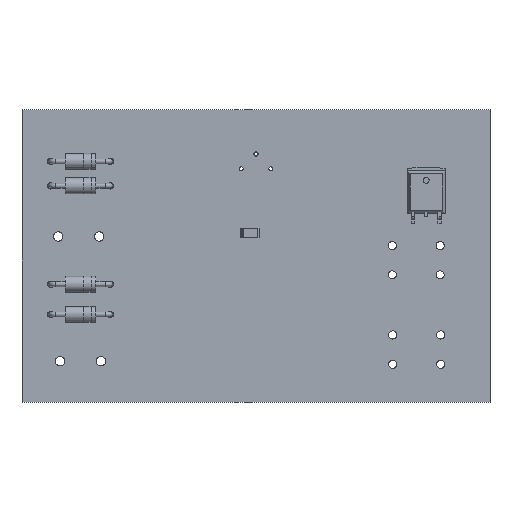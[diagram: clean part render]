
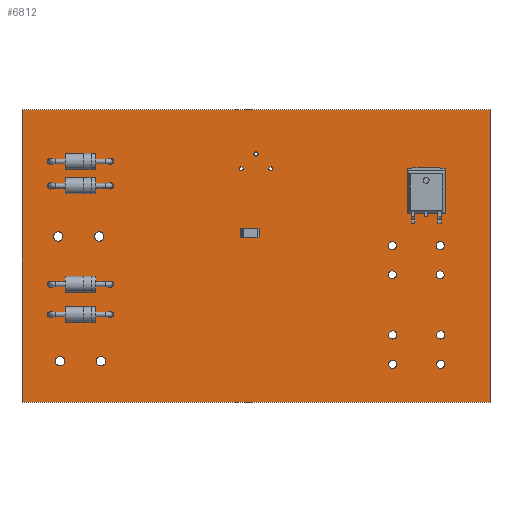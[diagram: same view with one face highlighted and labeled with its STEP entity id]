
A CAD part, top view. The second image highlights one B-rep face of the part: STEP entity #6812.
In plain terms, the highlighted planar face has unit normal (0, 0, 1).
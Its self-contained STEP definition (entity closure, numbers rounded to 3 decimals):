
#6447 = VERTEX_POINT('',#6448);
#6448 = CARTESIAN_POINT('',(132.,-110.,1.51));
#6454 = EDGE_CURVE('',#6447,#6455,#6457,.T.);
#6455 = VERTEX_POINT('',#6456);
#6456 = CARTESIAN_POINT('',(52.,-110.,1.51));
#6457 = LINE('',#6458,#6459);
#6458 = CARTESIAN_POINT('',(132.,-110.,1.51));
#6459 = VECTOR('',#6460,1.);
#6460 = DIRECTION('',(-1.,0.,0.));
#6487 = VERTEX_POINT('',#6488);
#6488 = CARTESIAN_POINT('',(132.,-60.,1.51));
#6494 = EDGE_CURVE('',#6487,#6447,#6495,.T.);
#6495 = LINE('',#6496,#6497);
#6496 = CARTESIAN_POINT('',(132.,-60.,1.51));
#6497 = VECTOR('',#6498,1.);
#6498 = DIRECTION('',(0.,-1.,0.));
#6516 = EDGE_CURVE('',#6455,#6517,#6519,.T.);
#6517 = VERTEX_POINT('',#6518);
#6518 = CARTESIAN_POINT('',(52.,-60.,1.51));
#6519 = LINE('',#6520,#6521);
#6520 = CARTESIAN_POINT('',(52.,-110.,1.51));
#6521 = VECTOR('',#6522,1.);
#6522 = DIRECTION('',(0.,1.,0.));
#6812 = ADVANCED_FACE('',(#6813,#6824,#6835,#6846,#6857,#6868,#6879,
    #6890,#6901,#6912,#6923,#6934,#6945,#6956,#6967,#6978,#6989,#7000,
    #7011,#7022,#7033,#7044,#7055,#7066),#7077,.T.);
#6813 = FACE_BOUND('',#6814,.T.);
#6814 = EDGE_LOOP('',(#6815,#6816,#6817,#6823));
#6815 = ORIENTED_EDGE('',*,*,#6454,.F.);
#6816 = ORIENTED_EDGE('',*,*,#6494,.F.);
#6817 = ORIENTED_EDGE('',*,*,#6818,.F.);
#6818 = EDGE_CURVE('',#6517,#6487,#6819,.T.);
#6819 = LINE('',#6820,#6821);
#6820 = CARTESIAN_POINT('',(52.,-60.,1.51));
#6821 = VECTOR('',#6822,1.);
#6822 = DIRECTION('',(1.,0.,0.));
#6823 = ORIENTED_EDGE('',*,*,#6516,.F.);
#6824 = FACE_BOUND('',#6825,.T.);
#6825 = EDGE_LOOP('',(#6826));
#6826 = ORIENTED_EDGE('',*,*,#6827,.T.);
#6827 = EDGE_CURVE('',#6828,#6828,#6830,.T.);
#6828 = VERTEX_POINT('',#6829);
#6829 = CARTESIAN_POINT('',(58.5,-103.8,1.51));
#6830 = CIRCLE('',#6831,0.8);
#6831 = AXIS2_PLACEMENT_3D('',#6832,#6833,#6834);
#6832 = CARTESIAN_POINT('',(58.5,-103.,1.51));
#6833 = DIRECTION('',(-0.,0.,-1.));
#6834 = DIRECTION('',(-0.,-1.,0.));
#6835 = FACE_BOUND('',#6836,.T.);
#6836 = EDGE_LOOP('',(#6837));
#6837 = ORIENTED_EDGE('',*,*,#6838,.T.);
#6838 = EDGE_CURVE('',#6839,#6839,#6841,.T.);
#6839 = VERTEX_POINT('',#6840);
#6840 = CARTESIAN_POINT('',(65.5,-103.8,1.51));
#6841 = CIRCLE('',#6842,0.8);
#6842 = AXIS2_PLACEMENT_3D('',#6843,#6844,#6845);
#6843 = CARTESIAN_POINT('',(65.5,-103.,1.51));
#6844 = DIRECTION('',(-0.,0.,-1.));
#6845 = DIRECTION('',(-0.,-1.,0.));
#6846 = FACE_BOUND('',#6847,.T.);
#6847 = EDGE_LOOP('',(#6848));
#6848 = ORIENTED_EDGE('',*,*,#6849,.T.);
#6849 = EDGE_CURVE('',#6850,#6850,#6852,.T.);
#6850 = VERTEX_POINT('',#6851);
#6851 = CARTESIAN_POINT('',(56.92,-95.55,1.51));
#6852 = CIRCLE('',#6853,0.55);
#6853 = AXIS2_PLACEMENT_3D('',#6854,#6855,#6856);
#6854 = CARTESIAN_POINT('',(56.92,-95.,1.51));
#6855 = DIRECTION('',(-0.,0.,-1.));
#6856 = DIRECTION('',(-0.,-1.,0.));
#6857 = FACE_BOUND('',#6858,.T.);
#6858 = EDGE_LOOP('',(#6859));
#6859 = ORIENTED_EDGE('',*,*,#6860,.T.);
#6860 = EDGE_CURVE('',#6861,#6861,#6863,.T.);
#6861 = VERTEX_POINT('',#6862);
#6862 = CARTESIAN_POINT('',(67.08,-95.55,1.51));
#6863 = CIRCLE('',#6864,0.55);
#6864 = AXIS2_PLACEMENT_3D('',#6865,#6866,#6867);
#6865 = CARTESIAN_POINT('',(67.08,-95.,1.51));
#6866 = DIRECTION('',(-0.,0.,-1.));
#6867 = DIRECTION('',(-0.,-1.,0.));
#6868 = FACE_BOUND('',#6869,.T.);
#6869 = EDGE_LOOP('',(#6870));
#6870 = ORIENTED_EDGE('',*,*,#6871,.T.);
#6871 = EDGE_CURVE('',#6872,#6872,#6874,.T.);
#6872 = VERTEX_POINT('',#6873);
#6873 = CARTESIAN_POINT('',(56.92,-90.39,1.51));
#6874 = CIRCLE('',#6875,0.55);
#6875 = AXIS2_PLACEMENT_3D('',#6876,#6877,#6878);
#6876 = CARTESIAN_POINT('',(56.92,-89.84,1.51));
#6877 = DIRECTION('',(-0.,0.,-1.));
#6878 = DIRECTION('',(-0.,-1.,0.));
#6879 = FACE_BOUND('',#6880,.T.);
#6880 = EDGE_LOOP('',(#6881));
#6881 = ORIENTED_EDGE('',*,*,#6882,.T.);
#6882 = EDGE_CURVE('',#6883,#6883,#6885,.T.);
#6883 = VERTEX_POINT('',#6884);
#6884 = CARTESIAN_POINT('',(67.08,-90.39,1.51));
#6885 = CIRCLE('',#6886,0.55);
#6886 = AXIS2_PLACEMENT_3D('',#6887,#6888,#6889);
#6887 = CARTESIAN_POINT('',(67.08,-89.84,1.51));
#6888 = DIRECTION('',(-0.,0.,-1.));
#6889 = DIRECTION('',(-0.,-1.,0.));
#6890 = FACE_BOUND('',#6891,.T.);
#6891 = EDGE_LOOP('',(#6892));
#6892 = ORIENTED_EDGE('',*,*,#6893,.T.);
#6893 = EDGE_CURVE('',#6894,#6894,#6896,.T.);
#6894 = VERTEX_POINT('',#6895);
#6895 = CARTESIAN_POINT('',(115.375,-104.2,1.51));
#6896 = CIRCLE('',#6897,0.7);
#6897 = AXIS2_PLACEMENT_3D('',#6898,#6899,#6900);
#6898 = CARTESIAN_POINT('',(115.375,-103.5,1.51));
#6899 = DIRECTION('',(-0.,0.,-1.));
#6900 = DIRECTION('',(-0.,-1.,0.));
#6901 = FACE_BOUND('',#6902,.T.);
#6902 = EDGE_LOOP('',(#6903));
#6903 = ORIENTED_EDGE('',*,*,#6904,.T.);
#6904 = EDGE_CURVE('',#6905,#6905,#6907,.T.);
#6905 = VERTEX_POINT('',#6906);
#6906 = CARTESIAN_POINT('',(123.575,-104.2,1.51));
#6907 = CIRCLE('',#6908,0.7);
#6908 = AXIS2_PLACEMENT_3D('',#6909,#6910,#6911);
#6909 = CARTESIAN_POINT('',(123.575,-103.5,1.51));
#6910 = DIRECTION('',(-0.,0.,-1.));
#6911 = DIRECTION('',(-0.,-1.,0.));
#6912 = FACE_BOUND('',#6913,.T.);
#6913 = EDGE_LOOP('',(#6914));
#6914 = ORIENTED_EDGE('',*,*,#6915,.T.);
#6915 = EDGE_CURVE('',#6916,#6916,#6918,.T.);
#6916 = VERTEX_POINT('',#6917);
#6917 = CARTESIAN_POINT('',(115.375,-99.2,1.51));
#6918 = CIRCLE('',#6919,0.7);
#6919 = AXIS2_PLACEMENT_3D('',#6920,#6921,#6922);
#6920 = CARTESIAN_POINT('',(115.375,-98.5,1.51));
#6921 = DIRECTION('',(-0.,0.,-1.));
#6922 = DIRECTION('',(-0.,-1.,0.));
#6923 = FACE_BOUND('',#6924,.T.);
#6924 = EDGE_LOOP('',(#6925));
#6925 = ORIENTED_EDGE('',*,*,#6926,.T.);
#6926 = EDGE_CURVE('',#6927,#6927,#6929,.T.);
#6927 = VERTEX_POINT('',#6928);
#6928 = CARTESIAN_POINT('',(123.575,-99.2,1.51));
#6929 = CIRCLE('',#6930,0.7);
#6930 = AXIS2_PLACEMENT_3D('',#6931,#6932,#6933);
#6931 = CARTESIAN_POINT('',(123.575,-98.5,1.51));
#6932 = DIRECTION('',(-0.,0.,-1.));
#6933 = DIRECTION('',(-0.,-1.,0.));
#6934 = FACE_BOUND('',#6935,.T.);
#6935 = EDGE_LOOP('',(#6936));
#6936 = ORIENTED_EDGE('',*,*,#6937,.T.);
#6937 = EDGE_CURVE('',#6938,#6938,#6940,.T.);
#6938 = VERTEX_POINT('',#6939);
#6939 = CARTESIAN_POINT('',(115.275,-88.925,1.51));
#6940 = CIRCLE('',#6941,0.7);
#6941 = AXIS2_PLACEMENT_3D('',#6942,#6943,#6944);
#6942 = CARTESIAN_POINT('',(115.275,-88.225,1.51));
#6943 = DIRECTION('',(-0.,0.,-1.));
#6944 = DIRECTION('',(-0.,-1.,0.));
#6945 = FACE_BOUND('',#6946,.T.);
#6946 = EDGE_LOOP('',(#6947));
#6947 = ORIENTED_EDGE('',*,*,#6948,.T.);
#6948 = EDGE_CURVE('',#6949,#6949,#6951,.T.);
#6949 = VERTEX_POINT('',#6950);
#6950 = CARTESIAN_POINT('',(123.475,-88.925,1.51));
#6951 = CIRCLE('',#6952,0.7);
#6952 = AXIS2_PLACEMENT_3D('',#6953,#6954,#6955);
#6953 = CARTESIAN_POINT('',(123.475,-88.225,1.51));
#6954 = DIRECTION('',(-0.,0.,-1.));
#6955 = DIRECTION('',(-0.,-1.,0.));
#6956 = FACE_BOUND('',#6957,.T.);
#6957 = EDGE_LOOP('',(#6958));
#6958 = ORIENTED_EDGE('',*,*,#6959,.T.);
#6959 = EDGE_CURVE('',#6960,#6960,#6962,.T.);
#6960 = VERTEX_POINT('',#6961);
#6961 = CARTESIAN_POINT('',(58.2,-82.475,1.51));
#6962 = CIRCLE('',#6963,0.8);
#6963 = AXIS2_PLACEMENT_3D('',#6964,#6965,#6966);
#6964 = CARTESIAN_POINT('',(58.2,-81.675,1.51));
#6965 = DIRECTION('',(-0.,0.,-1.));
#6966 = DIRECTION('',(-0.,-1.,0.));
#6967 = FACE_BOUND('',#6968,.T.);
#6968 = EDGE_LOOP('',(#6969));
#6969 = ORIENTED_EDGE('',*,*,#6970,.T.);
#6970 = EDGE_CURVE('',#6971,#6971,#6973,.T.);
#6971 = VERTEX_POINT('',#6972);
#6972 = CARTESIAN_POINT('',(65.2,-82.475,1.51));
#6973 = CIRCLE('',#6974,0.8);
#6974 = AXIS2_PLACEMENT_3D('',#6975,#6976,#6977);
#6975 = CARTESIAN_POINT('',(65.2,-81.675,1.51));
#6976 = DIRECTION('',(-0.,0.,-1.));
#6977 = DIRECTION('',(-0.,-1.,0.));
#6978 = FACE_BOUND('',#6979,.T.);
#6979 = EDGE_LOOP('',(#6980));
#6980 = ORIENTED_EDGE('',*,*,#6981,.T.);
#6981 = EDGE_CURVE('',#6982,#6982,#6984,.T.);
#6982 = VERTEX_POINT('',#6983);
#6983 = CARTESIAN_POINT('',(56.92,-73.55,1.51));
#6984 = CIRCLE('',#6985,0.55);
#6985 = AXIS2_PLACEMENT_3D('',#6986,#6987,#6988);
#6986 = CARTESIAN_POINT('',(56.92,-73.,1.51));
#6987 = DIRECTION('',(-0.,0.,-1.));
#6988 = DIRECTION('',(-0.,-1.,0.));
#6989 = FACE_BOUND('',#6990,.T.);
#6990 = EDGE_LOOP('',(#6991));
#6991 = ORIENTED_EDGE('',*,*,#6992,.T.);
#6992 = EDGE_CURVE('',#6993,#6993,#6995,.T.);
#6993 = VERTEX_POINT('',#6994);
#6994 = CARTESIAN_POINT('',(67.08,-73.55,1.51));
#6995 = CIRCLE('',#6996,0.55);
#6996 = AXIS2_PLACEMENT_3D('',#6997,#6998,#6999);
#6997 = CARTESIAN_POINT('',(67.08,-73.,1.51));
#6998 = DIRECTION('',(-0.,0.,-1.));
#6999 = DIRECTION('',(-0.,-1.,0.));
#7000 = FACE_BOUND('',#7001,.T.);
#7001 = EDGE_LOOP('',(#7002));
#7002 = ORIENTED_EDGE('',*,*,#7003,.T.);
#7003 = EDGE_CURVE('',#7004,#7004,#7006,.T.);
#7004 = VERTEX_POINT('',#7005);
#7005 = CARTESIAN_POINT('',(56.92,-69.39,1.51));
#7006 = CIRCLE('',#7007,0.55);
#7007 = AXIS2_PLACEMENT_3D('',#7008,#7009,#7010);
#7008 = CARTESIAN_POINT('',(56.92,-68.84,1.51));
#7009 = DIRECTION('',(-0.,0.,-1.));
#7010 = DIRECTION('',(-0.,-1.,0.));
#7011 = FACE_BOUND('',#7012,.T.);
#7012 = EDGE_LOOP('',(#7013));
#7013 = ORIENTED_EDGE('',*,*,#7014,.T.);
#7014 = EDGE_CURVE('',#7015,#7015,#7017,.T.);
#7015 = VERTEX_POINT('',#7016);
#7016 = CARTESIAN_POINT('',(67.08,-69.39,1.51));
#7017 = CIRCLE('',#7018,0.55);
#7018 = AXIS2_PLACEMENT_3D('',#7019,#7020,#7021);
#7019 = CARTESIAN_POINT('',(67.08,-68.84,1.51));
#7020 = DIRECTION('',(-0.,0.,-1.));
#7021 = DIRECTION('',(-0.,-1.,0.));
#7022 = FACE_BOUND('',#7023,.T.);
#7023 = EDGE_LOOP('',(#7024));
#7024 = ORIENTED_EDGE('',*,*,#7025,.T.);
#7025 = EDGE_CURVE('',#7026,#7026,#7028,.T.);
#7026 = VERTEX_POINT('',#7027);
#7027 = CARTESIAN_POINT('',(89.46,-70.457,1.51));
#7028 = CIRCLE('',#7029,0.357);
#7029 = AXIS2_PLACEMENT_3D('',#7030,#7031,#7032);
#7030 = CARTESIAN_POINT('',(89.46,-70.1,1.51));
#7031 = DIRECTION('',(-0.,0.,-1.));
#7032 = DIRECTION('',(-0.,-1.,0.));
#7033 = FACE_BOUND('',#7034,.T.);
#7034 = EDGE_LOOP('',(#7035));
#7035 = ORIENTED_EDGE('',*,*,#7036,.T.);
#7036 = EDGE_CURVE('',#7037,#7037,#7039,.T.);
#7037 = VERTEX_POINT('',#7038);
#7038 = CARTESIAN_POINT('',(115.275,-83.925,1.51));
#7039 = CIRCLE('',#7040,0.7);
#7040 = AXIS2_PLACEMENT_3D('',#7041,#7042,#7043);
#7041 = CARTESIAN_POINT('',(115.275,-83.225,1.51));
#7042 = DIRECTION('',(-0.,0.,-1.));
#7043 = DIRECTION('',(-0.,-1.,0.));
#7044 = FACE_BOUND('',#7045,.T.);
#7045 = EDGE_LOOP('',(#7046));
#7046 = ORIENTED_EDGE('',*,*,#7047,.T.);
#7047 = EDGE_CURVE('',#7048,#7048,#7050,.T.);
#7048 = VERTEX_POINT('',#7049);
#7049 = CARTESIAN_POINT('',(123.475,-83.925,1.51));
#7050 = CIRCLE('',#7051,0.7);
#7051 = AXIS2_PLACEMENT_3D('',#7052,#7053,#7054);
#7052 = CARTESIAN_POINT('',(123.475,-83.225,1.51));
#7053 = DIRECTION('',(-0.,0.,-1.));
#7054 = DIRECTION('',(-0.,-1.,0.));
#7055 = FACE_BOUND('',#7056,.T.);
#7056 = EDGE_LOOP('',(#7057));
#7057 = ORIENTED_EDGE('',*,*,#7058,.T.);
#7058 = EDGE_CURVE('',#7059,#7059,#7061,.T.);
#7059 = VERTEX_POINT('',#7060);
#7060 = CARTESIAN_POINT('',(94.54,-70.457,1.51));
#7061 = CIRCLE('',#7062,0.357);
#7062 = AXIS2_PLACEMENT_3D('',#7063,#7064,#7065);
#7063 = CARTESIAN_POINT('',(94.54,-70.1,1.51));
#7064 = DIRECTION('',(-0.,0.,-1.));
#7065 = DIRECTION('',(-0.,-1.,0.));
#7066 = FACE_BOUND('',#7067,.T.);
#7067 = EDGE_LOOP('',(#7068));
#7068 = ORIENTED_EDGE('',*,*,#7069,.T.);
#7069 = EDGE_CURVE('',#7070,#7070,#7072,.T.);
#7070 = VERTEX_POINT('',#7071);
#7071 = CARTESIAN_POINT('',(92.,-67.917,1.51));
#7072 = CIRCLE('',#7073,0.357);
#7073 = AXIS2_PLACEMENT_3D('',#7074,#7075,#7076);
#7074 = CARTESIAN_POINT('',(92.,-67.56,1.51));
#7075 = DIRECTION('',(-0.,0.,-1.));
#7076 = DIRECTION('',(-0.,-1.,0.));
#7077 = PLANE('',#7078);
#7078 = AXIS2_PLACEMENT_3D('',#7079,#7080,#7081);
#7079 = CARTESIAN_POINT('',(0.,0.,1.51));
#7080 = DIRECTION('',(0.,0.,1.));
#7081 = DIRECTION('',(1.,0.,-0.));
